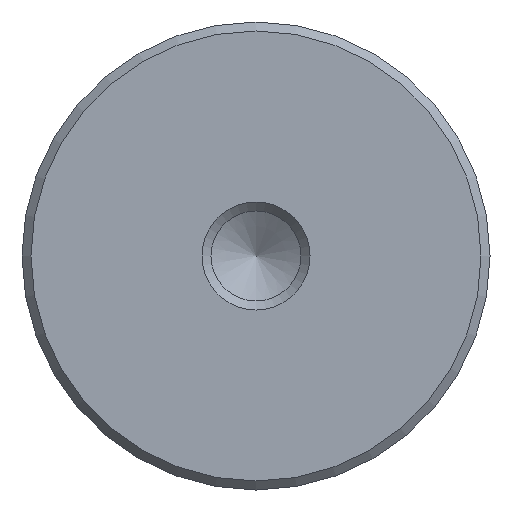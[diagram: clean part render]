
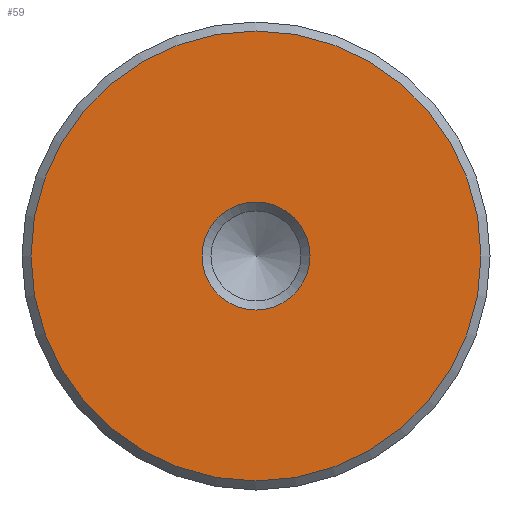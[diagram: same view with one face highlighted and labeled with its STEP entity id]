
A CAD part, left-side view. The second image highlights one B-rep face of the part: STEP entity #59.
In plain terms, the highlighted planar face has unit normal (-1, 0, 0).
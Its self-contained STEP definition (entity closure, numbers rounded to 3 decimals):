
#44=PLANE('',#300);
#59=ADVANCED_FACE('',(#95,#96),#44,.F.);
#95=FACE_BOUND('',#133,.T.);
#96=FACE_BOUND('',#134,.T.);
#133=EDGE_LOOP('',(#179));
#134=EDGE_LOOP('',(#180));
#179=ORIENTED_EDGE('',*,*,#253,.T.);
#180=ORIENTED_EDGE('',*,*,#254,.T.);
#227=VERTEX_POINT('',#450);
#228=VERTEX_POINT('',#452);
#253=EDGE_CURVE('',#227,#227,#274,.T.);
#254=EDGE_CURVE('',#228,#228,#275,.T.);
#274=CIRCLE('',#298,3.);
#275=CIRCLE('',#299,12.5);
#298=AXIS2_PLACEMENT_3D('',#449,#352,#353);
#299=AXIS2_PLACEMENT_3D('',#451,#354,#355);
#300=AXIS2_PLACEMENT_3D('',#453,#356,#357);
#352=DIRECTION('',(1.,0.,0.));
#353=DIRECTION('',(0.,0.,-1.));
#354=DIRECTION('',(-1.,0.,0.));
#355=DIRECTION('',(0.,0.,-1.));
#356=DIRECTION('',(1.,0.,0.));
#357=DIRECTION('',(0.,0.,-1.));
#449=CARTESIAN_POINT('',(-4.5,-13.,0.));
#450=CARTESIAN_POINT('',(-4.5,-13.,-3.));
#451=CARTESIAN_POINT('',(-4.5,-13.,0.));
#452=CARTESIAN_POINT('',(-4.5,-13.,-12.5));
#453=CARTESIAN_POINT('',(-4.5,0.,0.));
